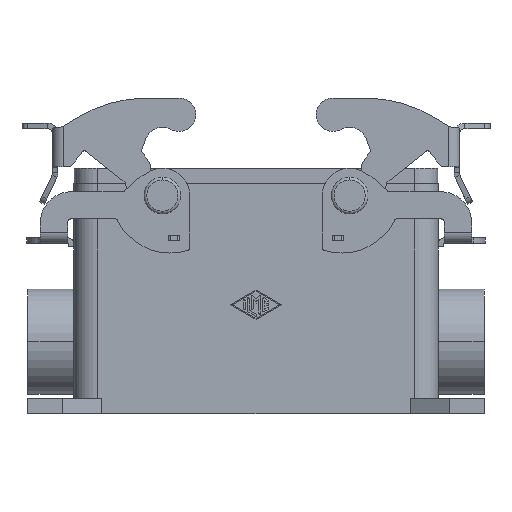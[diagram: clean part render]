
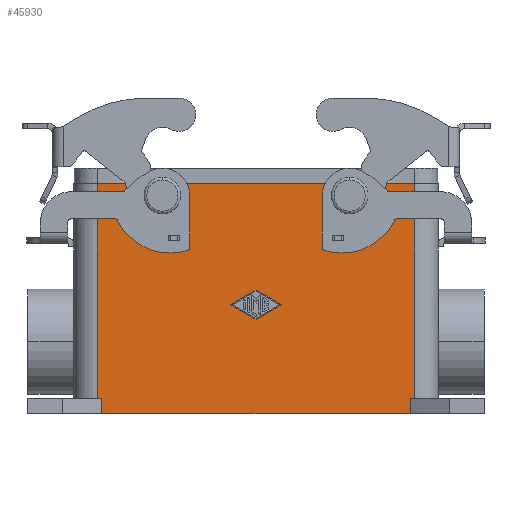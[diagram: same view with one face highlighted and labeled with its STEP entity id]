
A CAD part, front view. The second image highlights one B-rep face of the part: STEP entity #45930.
In plain terms, the highlighted planar face has unit normal (0, -1, 0).
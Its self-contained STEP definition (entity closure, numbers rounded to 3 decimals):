
#13340=CARTESIAN_POINT('',(0.,-22.25,1.5)
);
#13350=VERTEX_POINT('',#13340);
#13400=CARTESIAN_POINT('',(0.,-22.25,0.));
#13410=DIRECTION('',(0.,1.,0.));
#13420=DIRECTION('',(0.,0.,1.));
#13430=AXIS2_PLACEMENT_3D('',#13400,#13410,#13420);
#13440=CIRCLE('',#13430,1.5);
#13450=CARTESIAN_POINT('',(0.,-22.25,
-1.5));
#13460=VERTEX_POINT('',#13450);
#13470=EDGE_CURVE('',#13350,#13460,#13440,.T.);
#19200=CARTESIAN_POINT('',(-48.,-22.25,1.5));
#19210=VERTEX_POINT('',#19200);
#19390=CARTESIAN_POINT('',(-48.,-22.25,-1.5));
#19400=VERTEX_POINT('',#19390);
#19430=CARTESIAN_POINT('',(-48.,-22.25,0.));
#19440=DIRECTION('',(0.,1.,0.));
#19450=DIRECTION('',(0.,0.,1.));
#19460=AXIS2_PLACEMENT_3D('',#19430,#19440,#19450);
#19470=CIRCLE('',#19460,1.5);
#19480=EDGE_CURVE('',#19400,#19210,#19470,.T.);
#35530=CARTESIAN_POINT('',(-24.,-22.25,-31.749));
#35540=VERTEX_POINT('',#35530);
#35590=CARTESIAN_POINT('',(-24.,-22.25,-31.749));
#35600=DIRECTION('',(-0.866,0.,0.5));
#35610=VECTOR('',#35600,7.504);
#35620=LINE('',#35590,#35610);
#35630=CARTESIAN_POINT('',(-30.5,-22.25,-28.));
#35640=VERTEX_POINT('',#35630);
#35650=EDGE_CURVE('',#35540,#35640,#35620,.T.);
#36000=CARTESIAN_POINT('',(-17.5,-22.25,-28.));
#36010=VERTEX_POINT('',#36000);
#36060=CARTESIAN_POINT('',(-17.5,-22.25,-28.));
#36070=DIRECTION('',(-0.866,0.,-0.5));
#36080=VECTOR('',#36070,7.504);
#36090=LINE('',#36060,#36080);
#36100=EDGE_CURVE('',#36010,#35540,#36090,.T.);
#36380=CARTESIAN_POINT('',(-24.,-22.25,-24.251));
#36390=VERTEX_POINT('',#36380);
#36440=CARTESIAN_POINT('',(-24.,-22.25,-24.251));
#36450=DIRECTION('',(0.866,0.,-0.5));
#36460=VECTOR('',#36450,7.504);
#36470=LINE('',#36440,#36460);
#36480=EDGE_CURVE('',#36390,#36010,#36470,.T.);
#36730=CARTESIAN_POINT('',(-30.5,-22.25,-28.));
#36740=DIRECTION('',(0.866,0.,0.5));
#36750=VECTOR('',#36740,7.504);
#36760=LINE('',#36730,#36750);
#36770=EDGE_CURVE('',#35640,#36390,#36760,.T.);
#45060=CARTESIAN_POINT('',(15.5,-22.25,-56.));
#45070=DIRECTION('',(0.,-1.,0.));
#45080=DIRECTION('',(0.,0.,-1.));
#45090=AXIS2_PLACEMENT_3D('',#45060,#45070,#45080);
#45100=PLANE('',#45090);
#45110=CARTESIAN_POINT('',(-63.5,-22.25,-52.));
#45120=DIRECTION('',(-1.,0.,0.));
#45130=VECTOR('',#45120,1.25);
#45140=LINE('',#45110,#45130);
#45150=CARTESIAN_POINT('',(-63.5,-22.25,-52.));
#45160=VERTEX_POINT('',#45150);
#45170=CARTESIAN_POINT('',(-64.75,-22.25,-52.));
#45180=VERTEX_POINT('',#45170);
#45190=EDGE_CURVE('',#45160,#45180,#45140,.T.);
#45200=ORIENTED_EDGE('',*,*,#45190,.F.);
#45210=CARTESIAN_POINT('',(-64.75,-22.25,-52.));
#45220=DIRECTION('',(0.,0.,1.));
#45230=VECTOR('',#45220,55.);
#45240=LINE('',#45210,#45230);
#45250=CARTESIAN_POINT('',(-64.75,-22.25,3.));
#45260=VERTEX_POINT('',#45250);
#45270=EDGE_CURVE('',#45180,#45260,#45240,.T.);
#45280=ORIENTED_EDGE('',*,*,#45270,.F.);
#45290=CARTESIAN_POINT('',(16.75,-22.25,3.));
#45300=DIRECTION('',(-1.,0.,0.));
#45310=VECTOR('',#45300,81.5);
#45320=LINE('',#45290,#45310);
#45330=CARTESIAN_POINT('',(16.75,-22.25,3.));
#45340=VERTEX_POINT('',#45330);
#45350=EDGE_CURVE('',#45340,#45260,#45320,.T.);
#45360=ORIENTED_EDGE('',*,*,#45350,.T.);
#45370=CARTESIAN_POINT('',(16.75,-22.25,-52.));
#45380=DIRECTION('',(0.,0.,1.));
#45390=VECTOR('',#45380,55.);
#45400=LINE('',#45370,#45390);
#45410=CARTESIAN_POINT('',(16.75,-22.25,-52.));
#45420=VERTEX_POINT('',#45410);
#45430=EDGE_CURVE('',#45420,#45340,#45400,.T.);
#45440=ORIENTED_EDGE('',*,*,#45430,.T.);
#45450=CARTESIAN_POINT('',(16.75,-22.25,-52.));
#45460=DIRECTION('',(-1.,0.,0.));
#45470=VECTOR('',#45460,1.25);
#45480=LINE('',#45450,#45470);
#45490=CARTESIAN_POINT('',(15.5,-22.25,-52.));
#45500=VERTEX_POINT('',#45490);
#45510=EDGE_CURVE('',#45420,#45500,#45480,.T.);
#45520=ORIENTED_EDGE('',*,*,#45510,.F.);
#45530=CARTESIAN_POINT('',(15.5,-22.25,-56.));
#45540=DIRECTION('',(0.,0.,1.));
#45550=VECTOR('',#45540,4.);
#45560=LINE('',#45530,#45550);
#45570=CARTESIAN_POINT('',(15.5,-22.25,-56.));
#45580=VERTEX_POINT('',#45570);
#45590=EDGE_CURVE('',#45580,#45500,#45560,.T.);
#45600=ORIENTED_EDGE('',*,*,#45590,.T.);
#45610=CARTESIAN_POINT('',(15.5,-22.25,-56.));
#45620=DIRECTION('',(-1.,0.,0.));
#45630=VECTOR('',#45620,79.);
#45640=LINE('',#45610,#45630);
#45650=CARTESIAN_POINT('',(-63.5,-22.25,-56.));
#45660=VERTEX_POINT('',#45650);
#45670=EDGE_CURVE('',#45580,#45660,#45640,.T.);
#45680=ORIENTED_EDGE('',*,*,#45670,.F.);
#45690=CARTESIAN_POINT('',(-63.5,-22.25,-56.));
#45700=DIRECTION('',(0.,0.,1.));
#45710=VECTOR('',#45700,4.);
#45720=LINE('',#45690,#45710);
#45730=EDGE_CURVE('',#45660,#45160,#45720,.T.);
#45740=ORIENTED_EDGE('',*,*,#45730,.F.);
#45750=EDGE_LOOP('',(#45740,#45680,#45600,#45520,#45440,#45360,#45280,
#45200));
#45760=FACE_OUTER_BOUND('',#45750,.T.);
#45770=ORIENTED_EDGE('',*,*,#13470,.T.);
#45780=EDGE_CURVE('',#13460,#13350,#13440,.T.);
#45790=ORIENTED_EDGE('',*,*,#45780,.T.);
#45800=EDGE_LOOP('',(#45790,#45770));
#45810=FACE_BOUND('',#45800,.T.);
#45820=EDGE_CURVE('',#19210,#19400,#19470,.T.);
#45830=ORIENTED_EDGE('',*,*,#45820,.T.);
#45840=ORIENTED_EDGE('',*,*,#19480,.T.);
#45850=EDGE_LOOP('',(#45840,#45830));
#45860=FACE_BOUND('',#45850,.T.);
#45870=ORIENTED_EDGE('',*,*,#36100,.T.);
#45880=ORIENTED_EDGE('',*,*,#36480,.T.);
#45890=ORIENTED_EDGE('',*,*,#36770,.T.);
#45900=ORIENTED_EDGE('',*,*,#35650,.T.);
#45910=EDGE_LOOP('',(#45900,#45890,#45880,#45870));
#45920=FACE_BOUND('',#45910,.T.);
#45930=ADVANCED_FACE('',(#45760,#45810,#45860,#45920),#45100,.T.);
